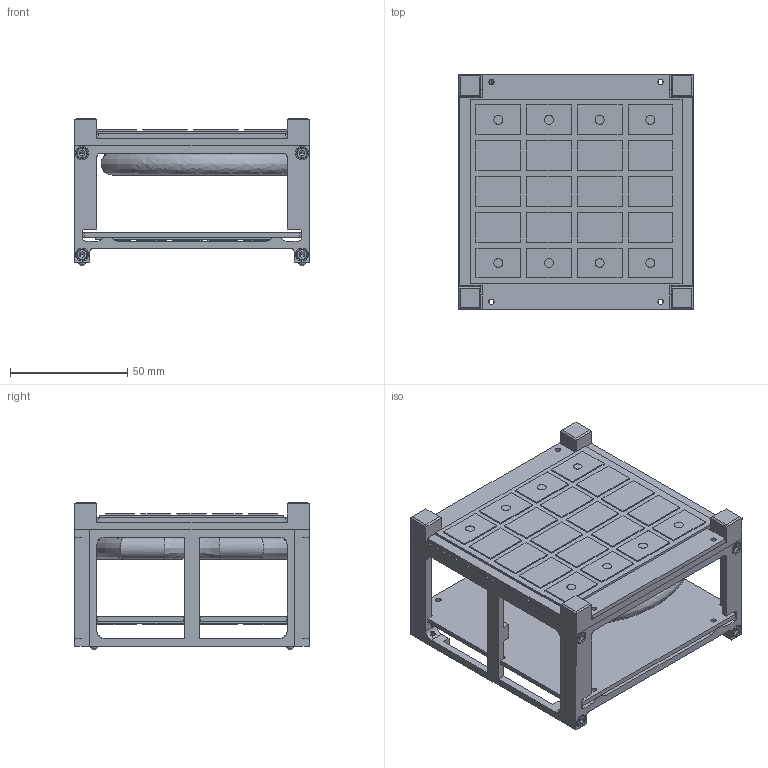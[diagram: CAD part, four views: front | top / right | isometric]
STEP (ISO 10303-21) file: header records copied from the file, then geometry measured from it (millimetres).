
FILE_DESCRIPTION (( 'STEP AP214' ), '1' );
FILE_NAME ('5U Assembly1.STEP', '2018-03-04T20:54:20', ( 'Windows User' ), ( '' ), 'SwSTEP 2.0', 'SolidWorks 2017', '' );
FILE_SCHEMA (( 'AUTOMOTIVE_DESIGN' ));
Length unit declared in the file: inch
Products named in the file (16): Assem2^.5U Assembly_1; 5U Assembly1; socket head cap screw_ai_HX-SHCS 0.112-40x0.3125x0.3125-N; solar panel_1; Damper Tube_1; Dow Corning 200_1; Damper_1; 0.5U PCB_1; 1U Solar PCB_1; .5U Side Panel_1; socket button head cap screw_ai_SBHCSCREW 0.112-40x0.25-HX-N; .5U End Panel_1; 0.5U Solar and Avionics Board_1; .5U TopBottom Panel_1; Azur Solar Panel_1; 1U Solar Array_1
Assembly tree (27 placements, depth 3):
  5U Assembly1
    Assem2^.5U Assembly_1
      .5U End Panel_1
    .5U Side Panel_1  x2
    .5U TopBottom Panel_1  x2
    .5U End Panel_1
    Damper_1
      Damper Tube_1
      Dow Corning 200_1
    socket head cap screw_ai_HX-SHCS 0.112-40x0.3125x0.3125-N  x8
    socket button head cap screw_ai_SBHCSCREW 0.112-40x0.25-HX-N
    0.5U Solar and Avionics Board_1
      0.5U PCB_1
      Azur Solar Panel_1  x2
      solar panel_1
    1U Solar Array_1
      1U Solar PCB_1
      solar panel_1
Bounding box: 100 x 100 x 62.83 mm (x, y, z)
Volume: 126525.4 mm3; surface area: 144299.8 mm2
Topology: 23 solids, 23 shells, 1490 faces, 3947 edges, 2566 vertices
Faces by surface type: plane 1165, cylinder 240, cone 52, torus 16, bspline 12, sphere 5
Entity records: 36619 total; most frequent: CARTESIAN_POINT 8411, ORIENTED_EDGE 3826, DIRECTION 3625, EDGE_CURVE 1913, VECTOR 1609, LINE 1609, VERTEX_POINT 1258, AXIS2_PLACEMENT_3D 1008
